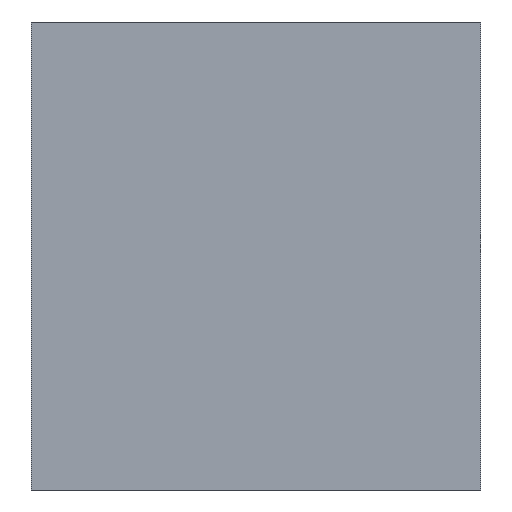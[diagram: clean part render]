
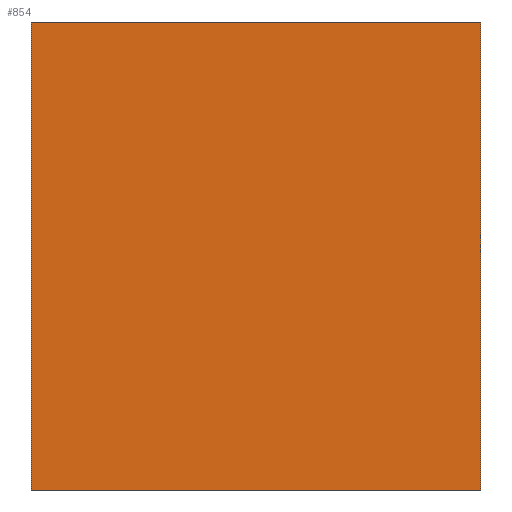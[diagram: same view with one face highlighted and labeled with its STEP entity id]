
A CAD part, front view. The second image highlights one B-rep face of the part: STEP entity #854.
In plain terms, the highlighted planar face has unit normal (0, -1, 0).
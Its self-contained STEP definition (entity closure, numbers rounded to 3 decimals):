
#72=FACE_OUTER_BOUND('',#123,.T.);
#123=EDGE_LOOP('',(#616,#617,#618,#619));
#191=LINE('',#1412,#285);
#193=LINE('',#1416,#287);
#195=LINE('',#1420,#289);
#197=LINE('',#1423,#291);
#285=VECTOR('',#982,1000.);
#287=VECTOR('',#986,1000.);
#289=VECTOR('',#990,1000.);
#291=VECTOR('',#994,1000.);
#390=VERTEX_POINT('',#1409);
#391=VERTEX_POINT('',#1411);
#392=VERTEX_POINT('',#1415);
#393=VERTEX_POINT('',#1419);
#475=EDGE_CURVE('',#390,#391,#191,.T.);
#477=EDGE_CURVE('',#391,#392,#193,.T.);
#479=EDGE_CURVE('',#392,#393,#195,.T.);
#481=EDGE_CURVE('',#393,#390,#197,.T.);
#616=ORIENTED_EDGE('',*,*,#475,.F.);
#617=ORIENTED_EDGE('',*,*,#481,.F.);
#618=ORIENTED_EDGE('',*,*,#479,.F.);
#619=ORIENTED_EDGE('',*,*,#477,.F.);
#822=PLANE('',#925);
#854=ADVANCED_FACE('',(#72),#822,.T.);
#925=AXIS2_PLACEMENT_3D('',#1424,#995,#996);
#982=DIRECTION('',(0.,0.,-1.));
#986=DIRECTION('',(-1.,0.,0.));
#990=DIRECTION('',(0.,0.,1.));
#994=DIRECTION('',(1.,0.,0.));
#995=DIRECTION('center_axis',(0.,-1.,0.));
#996=DIRECTION('ref_axis',(0.,0.,1.));
#1409=CARTESIAN_POINT('',(12.,21.5,-211.));
#1411=CARTESIAN_POINT('',(12.,21.5,-236.));
#1412=CARTESIAN_POINT('',(12.,21.5,-236.));
#1415=CARTESIAN_POINT('',(-12.,21.5,-236.));
#1416=CARTESIAN_POINT('',(12.,21.5,-236.));
#1419=CARTESIAN_POINT('',(-12.,21.5,-211.));
#1420=CARTESIAN_POINT('',(-12.,21.5,-236.));
#1423=CARTESIAN_POINT('',(12.,21.5,-211.));
#1424=CARTESIAN_POINT('Origin',(0.,21.5,-236.));
